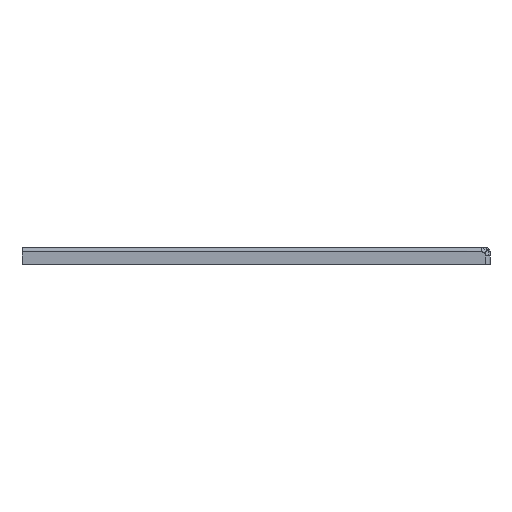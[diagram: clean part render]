
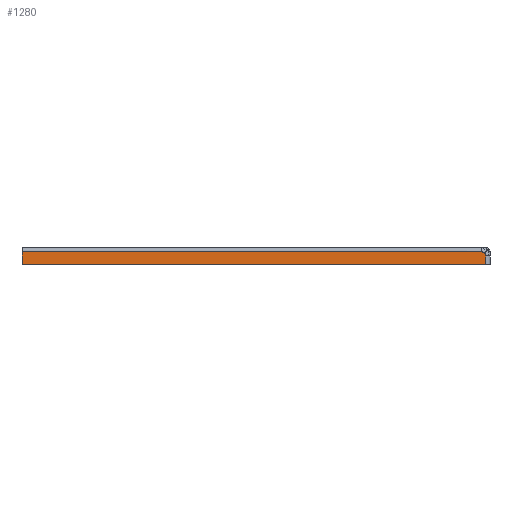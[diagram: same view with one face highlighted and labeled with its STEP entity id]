
A CAD part, front view. The second image highlights one B-rep face of the part: STEP entity #1280.
In plain terms, the highlighted planar face has unit normal (0, -1, 0).
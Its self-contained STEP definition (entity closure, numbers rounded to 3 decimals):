
#51=LINE('',#2284,#183);
#64=LINE('',#2314,#196);
#66=LINE('',#2318,#198);
#67=LINE('',#2319,#199);
#183=VECTOR('',#1505,10.);
#196=VECTOR('',#1528,10.);
#198=VECTOR('',#1532,10.);
#199=VECTOR('',#1533,10.);
#313=PLANE('',#1378);
#372=FACE_OUTER_BOUND('',#444,.T.);
#444=EDGE_LOOP('',(#948,#949,#950,#951,#952,#953));
#523=CIRCLE('',#1355,2.);
#526=CIRCLE('',#1358,2.);
#579=VERTEX_POINT('',#1928);
#580=VERTEX_POINT('',#1935);
#582=VERTEX_POINT('',#1981);
#603=VERTEX_POINT('',#2281);
#604=VERTEX_POINT('',#2283);
#617=VERTEX_POINT('',#2317);
#703=EDGE_CURVE('',#579,#580,#523,.T.);
#707=EDGE_CURVE('',#582,#579,#526,.T.);
#733=EDGE_CURVE('',#604,#603,#51,.T.);
#748=EDGE_CURVE('',#604,#582,#64,.T.);
#750=EDGE_CURVE('',#617,#603,#66,.T.);
#751=EDGE_CURVE('',#580,#617,#67,.T.);
#948=ORIENTED_EDGE('',*,*,#733,.T.);
#949=ORIENTED_EDGE('',*,*,#750,.F.);
#950=ORIENTED_EDGE('',*,*,#751,.F.);
#951=ORIENTED_EDGE('',*,*,#703,.F.);
#952=ORIENTED_EDGE('',*,*,#707,.F.);
#953=ORIENTED_EDGE('',*,*,#748,.F.);
#1280=ADVANCED_FACE('',(#372),#313,.T.);
#1355=AXIS2_PLACEMENT_3D('',#1936,#1463,#1464);
#1358=AXIS2_PLACEMENT_3D('',#1983,#1469,#1470);
#1378=AXIS2_PLACEMENT_3D('',#2316,#1530,#1531);
#1463=DIRECTION('center_axis',(0.,1.,0.));
#1464=DIRECTION('ref_axis',(0.707,0.,0.707));
#1469=DIRECTION('center_axis',(0.,1.,0.));
#1470=DIRECTION('ref_axis',(0.707,0.,0.707));
#1505=DIRECTION('',(0.,0.,-1.));
#1528=DIRECTION('',(1.,0.,0.));
#1530=DIRECTION('center_axis',(0.,-1.,0.));
#1531=DIRECTION('ref_axis',(-1.,0.,0.));
#1532=DIRECTION('',(-1.,0.,0.));
#1533=DIRECTION('',(0.,0.,-1.));
#1928=CARTESIAN_POINT('',(410.363,-9.625,-2.586));
#1935=CARTESIAN_POINT('',(410.949,-9.625,-4.));
#1936=CARTESIAN_POINT('Origin',(408.949,-9.625,-4.));
#1981=CARTESIAN_POINT('',(408.949,-9.625,-2.));
#1983=CARTESIAN_POINT('Origin',(408.949,-9.625,-4.));
#2281=CARTESIAN_POINT('',(190.,-9.625,-8.));
#2283=CARTESIAN_POINT('',(190.,-9.625,-2.));
#2284=CARTESIAN_POINT('',(190.,-9.625,-1.979));
#2314=CARTESIAN_POINT('',(307.493,-9.625,-2.));
#2316=CARTESIAN_POINT('Origin',(412.949,-9.625,0.));
#2317=CARTESIAN_POINT('',(410.949,-9.625,-8.));
#2318=CARTESIAN_POINT('',(412.949,-9.625,-8.));
#2319=CARTESIAN_POINT('',(410.949,-9.625,0.));
